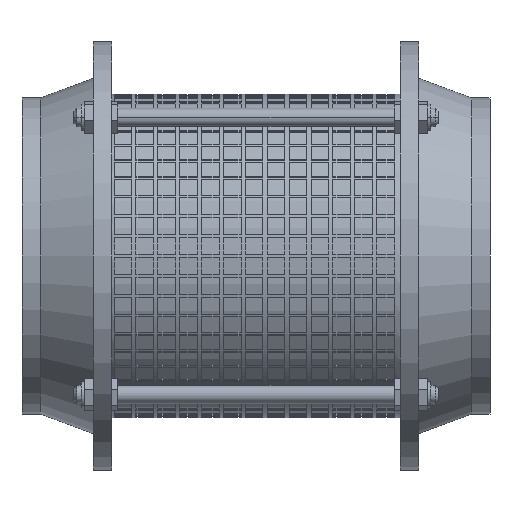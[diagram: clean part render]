
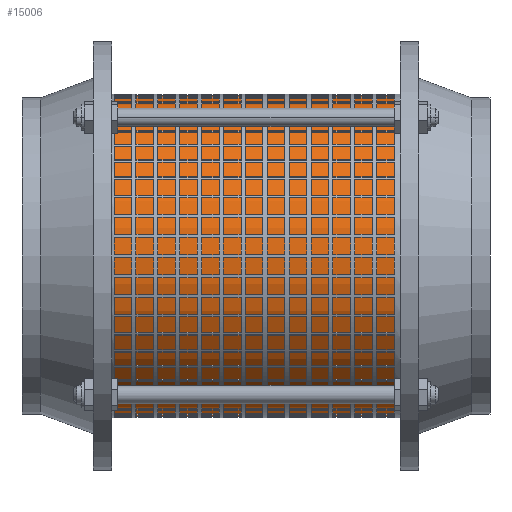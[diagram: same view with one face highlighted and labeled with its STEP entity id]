
A CAD part, front view. The second image highlights one B-rep face of the part: STEP entity #15006.
In plain terms, the highlighted cylindrical face has radius 52.8 mm (diameter 105.6 mm), a partial arc.
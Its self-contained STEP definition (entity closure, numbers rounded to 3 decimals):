
#1374 = ORIENTED_EDGE ( 'NONE', *, *, #23310, .F. ) ;
#1530 = EDGE_CURVE ( 'NONE', #91821, #91908, #39402, .T. ) ;
#4251 = AXIS2_PLACEMENT_3D ( 'NONE', #27278, #50385, #49885 ) ;
#5098 = EDGE_LOOP ( 'NONE', ( #55794, #1374, #88992, #75472 ) ) ;
#15006 = ADVANCED_FACE ( 'NONE', ( #88596 ), #65475, .T. ) ;
#23310 = EDGE_CURVE ( 'NONE', #91821, #95217, #92862, .T. ) ;
#25107 = CARTESIAN_POINT ( 'NONE',  ( 199.341, 0., -52.8 ) ) ;
#26993 = CARTESIAN_POINT ( 'NONE',  ( 50., 0., 0. ) ) ;
#27278 = CARTESIAN_POINT ( 'NONE',  ( 199.341, 0., 0. ) ) ;
#28733 = EDGE_CURVE ( 'NONE', #95217, #94760, #62810, .T. ) ;
#29504 = DIRECTION ( 'NONE',  ( 0., 0., -1. ) ) ;
#39402 = LINE ( 'NONE', #46457, #41376 ) ;
#41376 = VECTOR ( 'NONE', #62541, 1000. ) ;
#46457 = CARTESIAN_POINT ( 'NONE',  ( 199.341, 0., 52.8 ) ) ;
#49885 = DIRECTION ( 'NONE',  ( 0., 0., 1. ) ) ;
#50385 = DIRECTION ( 'NONE',  ( -1., 0., 0. ) ) ;
#53582 = CARTESIAN_POINT ( 'NONE',  ( -50., 0., 0. ) ) ;
#55746 = DIRECTION ( 'NONE',  ( -1., 0., 0. ) ) ;
#55794 = ORIENTED_EDGE ( 'NONE', *, *, #28733, .F. ) ;
#57320 = AXIS2_PLACEMENT_3D ( 'NONE', #53582, #69168, #29504 ) ;
#59448 = VECTOR ( 'NONE', #55746, 1000. ) ;
#60788 = AXIS2_PLACEMENT_3D ( 'NONE', #26993, #87299, #94863 ) ;
#62541 = DIRECTION ( 'NONE',  ( -1., 0., 0. ) ) ;
#62810 = LINE ( 'NONE', #25107, #59448 ) ;
#65475 = CYLINDRICAL_SURFACE ( 'NONE', #4251, 52.8 ) ;
#69168 = DIRECTION ( 'NONE',  ( 1., 0., 0. ) ) ;
#71749 = CIRCLE ( 'NONE', #57320, 52.8 ) ;
#72497 = CARTESIAN_POINT ( 'NONE',  ( -50., 0., 52.8 ) ) ;
#75472 = ORIENTED_EDGE ( 'NONE', *, *, #91175, .T. ) ;
#87299 = DIRECTION ( 'NONE',  ( 1., 0., 0. ) ) ;
#87966 = CARTESIAN_POINT ( 'NONE',  ( 50., 0., -52.8 ) ) ;
#88596 = FACE_OUTER_BOUND ( 'NONE', #5098, .T. ) ;
#88992 = ORIENTED_EDGE ( 'NONE', *, *, #1530, .T. ) ;
#89597 = CARTESIAN_POINT ( 'NONE',  ( 50., 0., 52.8 ) ) ;
#91175 = EDGE_CURVE ( 'NONE', #91908, #94760, #71749, .T. ) ;
#91821 = VERTEX_POINT ( 'NONE', #89597 ) ;
#91908 = VERTEX_POINT ( 'NONE', #72497 ) ;
#92780 = CARTESIAN_POINT ( 'NONE',  ( -50., 0., -52.8 ) ) ;
#92862 = CIRCLE ( 'NONE', #60788, 52.8 ) ;
#94760 = VERTEX_POINT ( 'NONE', #92780 ) ;
#94863 = DIRECTION ( 'NONE',  ( 0., 0., -1. ) ) ;
#95217 = VERTEX_POINT ( 'NONE', #87966 ) ;
